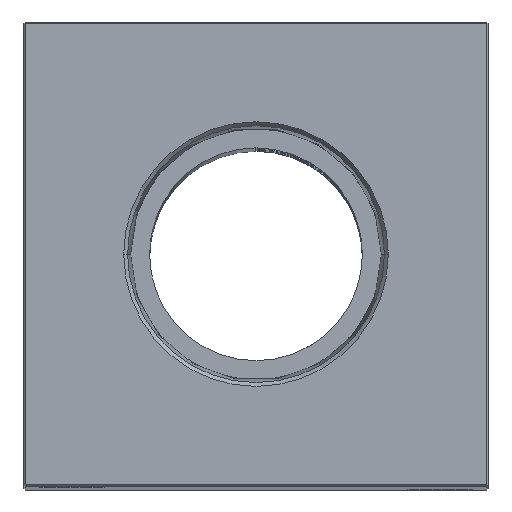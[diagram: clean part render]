
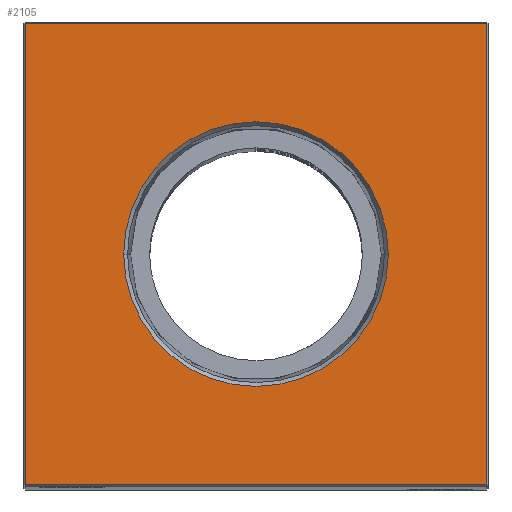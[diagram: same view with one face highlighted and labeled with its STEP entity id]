
A CAD part, top view. The second image highlights one B-rep face of the part: STEP entity #2105.
In plain terms, the highlighted planar face has unit normal (0, 0, 1).
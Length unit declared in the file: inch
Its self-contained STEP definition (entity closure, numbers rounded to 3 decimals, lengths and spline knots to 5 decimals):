
#80 = ORIENTED_EDGE ( 'NONE', *, *, #6094, .F. ) ;
#590 = ORIENTED_EDGE ( 'NONE', *, *, #5801, .F. ) ;
#1193 = EDGE_CURVE ( 'NONE', #26301, #24509, #14931, .T. ) ;
#1691 = LINE ( 'NONE', #22556, #7139 ) ;
#1826 = AXIS2_PLACEMENT_3D ( 'NONE', #11179, #11041, #6842 ) ;
#2105 = ADVANCED_FACE ( 'NONE', ( #25188, #6136 ), #10597, .F. ) ;
#2921 = VECTOR ( 'NONE', #9302, 39.37008 ) ;
#3940 = CARTESIAN_POINT ( 'NONE',  ( 0., -1.49, 14. ) ) ;
#4543 = EDGE_LOOP ( 'NONE', ( #590, #80 ) ) ;
#5587 = DIRECTION ( 'NONE',  ( 0., -1., 0. ) ) ;
#5801 = EDGE_CURVE ( 'NONE', #20528, #24171, #9847, .T. ) ;
#6094 = EDGE_CURVE ( 'NONE', #24171, #20528, #10725, .T. ) ;
#6136 = FACE_BOUND ( 'NONE', #4543, .T. ) ;
#6842 = DIRECTION ( 'NONE',  ( 1., 0., 0. ) ) ;
#6891 = VECTOR ( 'NONE', #26228, 39.37008 ) ;
#7079 = DIRECTION ( 'NONE',  ( 1., 0., 0. ) ) ;
#7139 = VECTOR ( 'NONE', #5587, 39.37008 ) ;
#7305 = CARTESIAN_POINT ( 'NONE',  ( 0., 1.49, 14. ) ) ;
#8192 = AXIS2_PLACEMENT_3D ( 'NONE', #25048, #18662, #16581 ) ;
#8542 = EDGE_CURVE ( 'NONE', #15476, #26301, #1691, .T. ) ;
#9266 = LINE ( 'NONE', #7305, #6891 ) ;
#9302 = DIRECTION ( 'NONE',  ( 0., 1., 0. ) ) ;
#9314 = CARTESIAN_POINT ( 'NONE',  ( 0., 0., 14. ) ) ;
#9847 = CIRCLE ( 'NONE', #1826, 0.85498 ) ;
#10467 = ORIENTED_EDGE ( 'NONE', *, *, #1193, .T. ) ;
#10597 = PLANE ( 'NONE',  #8192 ) ;
#10725 = CIRCLE ( 'NONE', #12506, 0.85498 ) ;
#10921 = VECTOR ( 'NONE', #23390, 39.37008 ) ;
#11041 = DIRECTION ( 'NONE',  ( 0., 0., 1. ) ) ;
#11048 = ORIENTED_EDGE ( 'NONE', *, *, #8542, .T. ) ;
#11154 = CARTESIAN_POINT ( 'NONE',  ( -1.49, 1.49, 14. ) ) ;
#11179 = CARTESIAN_POINT ( 'NONE',  ( 0., 0., 14. ) ) ;
#11957 = CARTESIAN_POINT ( 'NONE',  ( 1.49, -1.49, 14. ) ) ;
#12506 = AXIS2_PLACEMENT_3D ( 'NONE', #9314, #19745, #7079 ) ;
#14931 = LINE ( 'NONE', #3940, #10921 ) ;
#15171 = LINE ( 'NONE', #19459, #2921 ) ;
#15476 = VERTEX_POINT ( 'NONE', #11154 ) ;
#16006 = CARTESIAN_POINT ( 'NONE',  ( -0.85498, 0., 14. ) ) ;
#16581 = DIRECTION ( 'NONE',  ( -1., 0., 0. ) ) ;
#17932 = CARTESIAN_POINT ( 'NONE',  ( 1.49, 1.49, 14. ) ) ;
#18662 = DIRECTION ( 'NONE',  ( 0., 0., -1. ) ) ;
#19459 = CARTESIAN_POINT ( 'NONE',  ( 1.49, 0., 14. ) ) ;
#19745 = DIRECTION ( 'NONE',  ( 0., 0., 1. ) ) ;
#20528 = VERTEX_POINT ( 'NONE', #24221 ) ;
#21430 = EDGE_CURVE ( 'NONE', #25352, #15476, #9266, .T. ) ;
#21678 = ORIENTED_EDGE ( 'NONE', *, *, #21430, .T. ) ;
#22556 = CARTESIAN_POINT ( 'NONE',  ( -1.49, 0., 14. ) ) ;
#23251 = EDGE_CURVE ( 'NONE', #24509, #25352, #15171, .T. ) ;
#23390 = DIRECTION ( 'NONE',  ( 1., 0., 0. ) ) ;
#24171 = VERTEX_POINT ( 'NONE', #16006 ) ;
#24221 = CARTESIAN_POINT ( 'NONE',  ( 0.85498, 0., 14. ) ) ;
#24509 = VERTEX_POINT ( 'NONE', #11957 ) ;
#25048 = CARTESIAN_POINT ( 'NONE',  ( 0., 0., 14. ) ) ;
#25188 = FACE_OUTER_BOUND ( 'NONE', #26256, .T. ) ;
#25352 = VERTEX_POINT ( 'NONE', #17932 ) ;
#25426 = CARTESIAN_POINT ( 'NONE',  ( -1.49, -1.49, 14. ) ) ;
#26228 = DIRECTION ( 'NONE',  ( -1., 0., 0. ) ) ;
#26256 = EDGE_LOOP ( 'NONE', ( #11048, #10467, #27280, #21678 ) ) ;
#26301 = VERTEX_POINT ( 'NONE', #25426 ) ;
#27280 = ORIENTED_EDGE ( 'NONE', *, *, #23251, .T. ) ;
